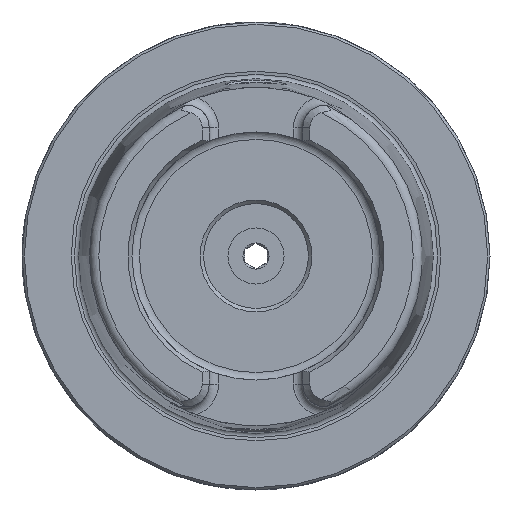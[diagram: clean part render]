
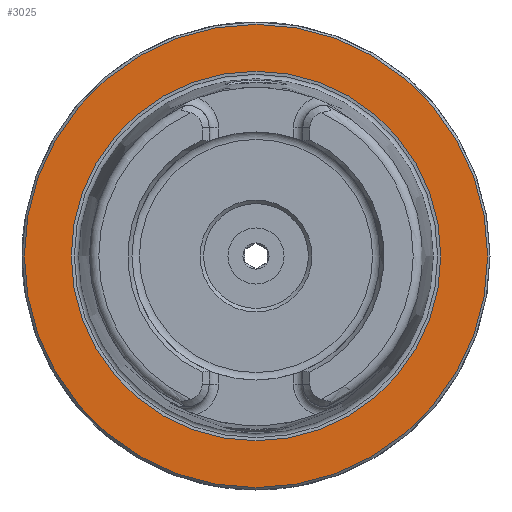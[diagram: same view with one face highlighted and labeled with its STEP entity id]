
A CAD part, left-side view. The second image highlights one B-rep face of the part: STEP entity #3025.
In plain terms, the highlighted planar face has unit normal (-1, 0, 0).
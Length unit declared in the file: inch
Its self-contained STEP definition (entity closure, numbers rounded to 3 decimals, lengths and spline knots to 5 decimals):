
#2991=CARTESIAN_POINT('',(0.0,1.94882,0.));
#2992=VERTEX_POINT('',#2991);
#2993=CARTESIAN_POINT('',(0.0,0.0,0.0));
#2994=DIRECTION('',(1.0,0.0,0.0));
#2995=DIRECTION('',(0.0,-1.0,0.0));
#2996=AXIS2_PLACEMENT_3D('',#2993,#2994,#2995);
#2997=CIRCLE('',#2996,1.94882);
#2998=EDGE_CURVE('',#2992,#2992,#2997,.T.);
#3006=CARTESIAN_POINT('',(0.0,0.98425,0.0));
#3007=DIRECTION('',(-1.0,0.0,0.0));
#3008=DIRECTION('',(0.0,0.0,1.0));
#3009=AXIS2_PLACEMENT_3D('',#3006,#3007,#3008);
#3010=PLANE('',#3009);
#3011=ORIENTED_EDGE('',*,*,#2998,.F.);
#3012=EDGE_LOOP('',(#3011));
#3013=FACE_OUTER_BOUND('',#3012,.T.);
#3014=CARTESIAN_POINT('',(0.0,1.55442,0.0));
#3015=VERTEX_POINT('',#3014);
#3016=CARTESIAN_POINT('',(0.0,0.0,0.0));
#3017=DIRECTION('',(1.0,0.0,0.0));
#3018=DIRECTION('',(0.0,1.0,0.0));
#3019=AXIS2_PLACEMENT_3D('',#3016,#3017,#3018);
#3020=CIRCLE('',#3019,1.55442);
#3021=EDGE_CURVE('',#3015,#3015,#3020,.T.);
#3022=ORIENTED_EDGE('',*,*,#3021,.T.);
#3023=EDGE_LOOP('',(#3022));
#3024=FACE_BOUND('',#3023,.T.);
#3025=ADVANCED_FACE('',(#3013,#3024),#3010,.T.);
